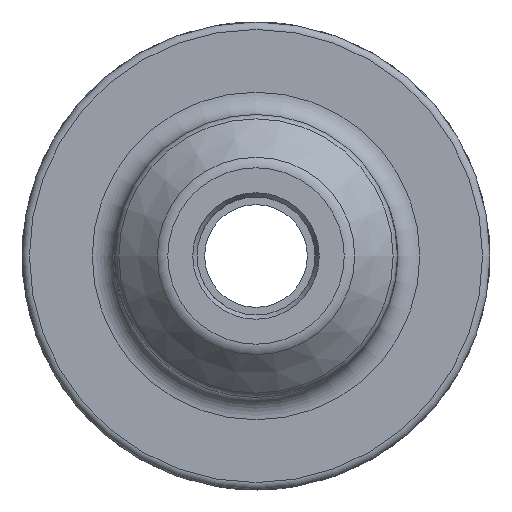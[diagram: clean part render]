
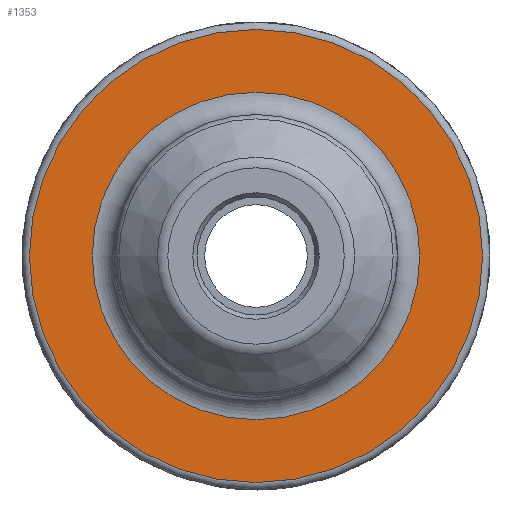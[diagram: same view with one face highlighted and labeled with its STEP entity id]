
A CAD part, front view. The second image highlights one B-rep face of the part: STEP entity #1353.
In plain terms, the highlighted planar face has unit normal (0, -1, 0).
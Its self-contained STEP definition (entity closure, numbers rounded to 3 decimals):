
#35=PLANE('',#1450);
#71=FACE_BOUND('',#272,.T.);
#85=CIRCLE('',#1448,22.05);
#86=CIRCLE('',#1449,22.05);
#87=CIRCLE('',#1451,30.5);
#88=CIRCLE('',#1452,30.5);
#195=FACE_OUTER_BOUND('',#271,.T.);
#271=EDGE_LOOP('',(#925,#926));
#272=EDGE_LOOP('',(#927,#928));
#541=VERTEX_POINT('',#2233);
#542=VERTEX_POINT('',#2235);
#543=VERTEX_POINT('',#2239);
#544=VERTEX_POINT('',#2240);
#695=EDGE_CURVE('',#541,#542,#85,.T.);
#696=EDGE_CURVE('',#542,#541,#86,.T.);
#697=EDGE_CURVE('',#543,#544,#87,.T.);
#698=EDGE_CURVE('',#544,#543,#88,.T.);
#925=ORIENTED_EDGE('',*,*,#697,.F.);
#926=ORIENTED_EDGE('',*,*,#698,.F.);
#927=ORIENTED_EDGE('',*,*,#696,.F.);
#928=ORIENTED_EDGE('',*,*,#695,.F.);
#1353=ADVANCED_FACE('',(#195,#71),#35,.T.);
#1448=AXIS2_PLACEMENT_3D('',#2236,#1623,#1624);
#1449=AXIS2_PLACEMENT_3D('',#2237,#1625,#1626);
#1450=AXIS2_PLACEMENT_3D('',#2238,#1627,#1628);
#1451=AXIS2_PLACEMENT_3D('',#2241,#1629,#1630);
#1452=AXIS2_PLACEMENT_3D('',#2242,#1631,#1632);
#1623=DIRECTION('center_axis',(0.,-1.,0.));
#1624=DIRECTION('ref_axis',(-1.,0.,0.));
#1625=DIRECTION('center_axis',(0.,-1.,0.));
#1626=DIRECTION('ref_axis',(-1.,0.,0.));
#1627=DIRECTION('center_axis',(0.,-1.,0.));
#1628=DIRECTION('ref_axis',(0.,0.,-1.));
#1629=DIRECTION('center_axis',(0.,1.,0.));
#1630=DIRECTION('ref_axis',(1.,0.,0.));
#1631=DIRECTION('center_axis',(0.,1.,0.));
#1632=DIRECTION('ref_axis',(1.,0.,0.));
#2233=CARTESIAN_POINT('',(0.,-27.,-22.05));
#2235=CARTESIAN_POINT('',(22.05,-27.,0.));
#2236=CARTESIAN_POINT('Origin',(0.,-27.,0.));
#2237=CARTESIAN_POINT('Origin',(0.,-27.,0.));
#2238=CARTESIAN_POINT('Origin',(-31.5,-27.,0.));
#2239=CARTESIAN_POINT('',(-30.5,-27.,0.));
#2240=CARTESIAN_POINT('',(0.,-27.,-30.5));
#2241=CARTESIAN_POINT('Origin',(0.,-27.,0.));
#2242=CARTESIAN_POINT('Origin',(0.,-27.,0.));
